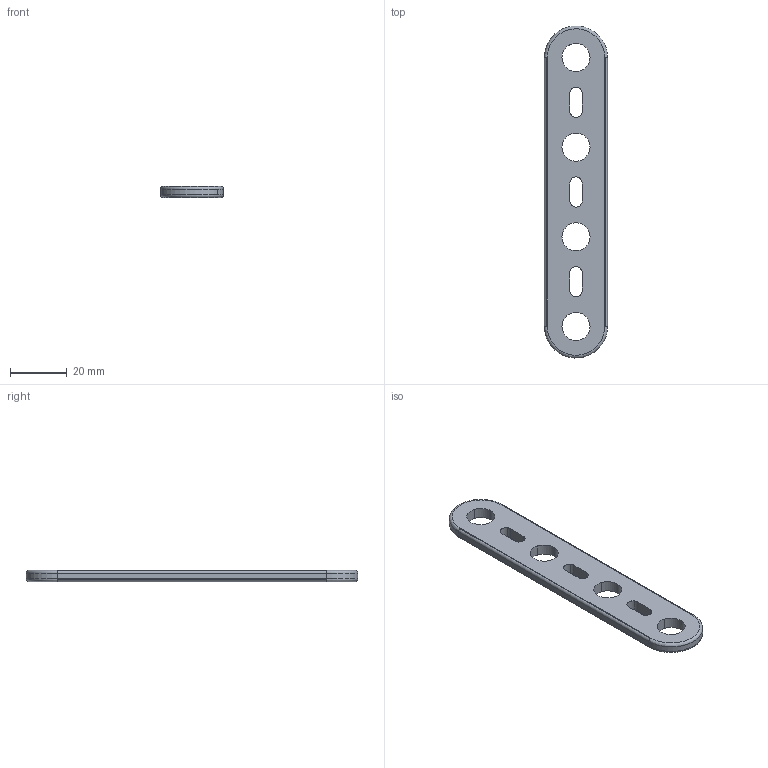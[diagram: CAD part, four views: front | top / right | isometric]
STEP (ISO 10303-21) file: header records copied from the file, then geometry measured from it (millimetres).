
FILE_DESCRIPTION((''),'2;1');
FILE_NAME('T4.stp','2020-04-21T01:13:44',(''),(''),'AutoCAD STEP 2000i','AutoCAD 2000i',', , ');
FILE_SCHEMA(('CONFIG_CONTROL_DESIGN'));
Length unit declared in the file: millimetre
Products named in the file (2): T4; PART1
Assembly tree (1 placements, depth 2):
  T4
    PART1
Bounding box: 22.25 x 117.16 x 3.95 mm (x, y, z)
Volume: 8058 mm3; surface area: 5740.4 mm2
Topology: 1 solids, 1 shells, 50 faces, 152 edges, 104 vertices
Faces by surface type: cylinder 36, plane 10, bspline 4
Entity records: 3527 total; most frequent: CARTESIAN_POINT 2010, ORIENTED_EDGE 304, DIRECTION 296, EDGE_CURVE 152, AXIS2_PLACEMENT_3D 120, VERTEX_POINT 104, CIRCLE 72, EDGE_LOOP 64
